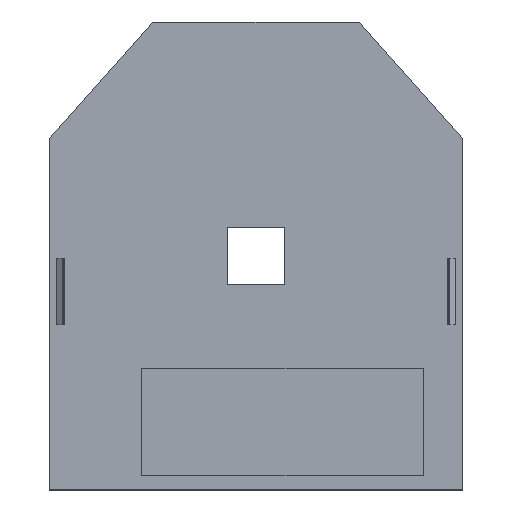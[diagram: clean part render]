
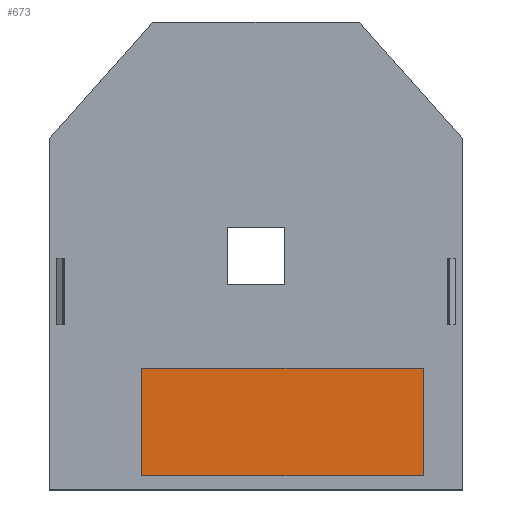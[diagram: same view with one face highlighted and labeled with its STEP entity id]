
A CAD part, top view. The second image highlights one B-rep face of the part: STEP entity #673.
In plain terms, the highlighted planar face has unit normal (0, 0, 1).
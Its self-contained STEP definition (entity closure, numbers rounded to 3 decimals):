
#5 = CARTESIAN_POINT ( 'NONE',  ( 90.41, 29.41, 12. ) ) ;
#25 = CARTESIAN_POINT ( 'NONE',  ( 22.41, 3.41, 12. ) ) ;
#31 = ORIENTED_EDGE ( 'NONE', *, *, #920, .T. ) ;
#51 = CARTESIAN_POINT ( 'NONE',  ( 22.41, 29.41, 12. ) ) ;
#62 = EDGE_CURVE ( 'NONE', #740, #664, #627, .T. ) ;
#72 = VERTEX_POINT ( 'NONE', #51 ) ;
#91 = EDGE_CURVE ( 'NONE', #554, #72, #513, .T. ) ;
#166 = DIRECTION ( 'NONE',  ( 0., -1., 0. ) ) ;
#183 = DIRECTION ( 'NONE',  ( -1., 0., 0. ) ) ;
#210 = DIRECTION ( 'NONE',  ( 1., 0., 0. ) ) ;
#248 = VECTOR ( 'NONE', #297, 1000. ) ;
#251 = ORIENTED_EDGE ( 'NONE', *, *, #62, .T. ) ;
#297 = DIRECTION ( 'NONE',  ( -1., 0., 0. ) ) ;
#325 = DIRECTION ( 'NONE',  ( 0., 0., -1. ) ) ;
#383 = VECTOR ( 'NONE', #210, 1000. ) ;
#424 = CARTESIAN_POINT ( 'NONE',  ( 90.41, 3.41, 12. ) ) ;
#465 = AXIS2_PLACEMENT_3D ( 'NONE', #613, #325, #183 ) ;
#470 = CARTESIAN_POINT ( 'NONE',  ( 90.41, 3.41, 12. ) ) ;
#499 = CARTESIAN_POINT ( 'NONE',  ( 90.41, 29.41, 12. ) ) ;
#513 = LINE ( 'NONE', #1073, #248 ) ;
#522 = LINE ( 'NONE', #777, #1054 ) ;
#543 = ORIENTED_EDGE ( 'NONE', *, *, #880, .T. ) ;
#554 = VERTEX_POINT ( 'NONE', #499 ) ;
#607 = DIRECTION ( 'NONE',  ( 0., 1., 0. ) ) ;
#613 = CARTESIAN_POINT ( 'NONE',  ( 0., 0., 12. ) ) ;
#627 = LINE ( 'NONE', #470, #383 ) ;
#664 = VERTEX_POINT ( 'NONE', #424 ) ;
#673 = ADVANCED_FACE ( 'NONE', ( #869 ), #866, .F. ) ;
#740 = VERTEX_POINT ( 'NONE', #25 ) ;
#777 = CARTESIAN_POINT ( 'NONE',  ( 22.41, 3.41, 12. ) ) ;
#866 = PLANE ( 'NONE',  #465 ) ;
#869 = FACE_OUTER_BOUND ( 'NONE', #941, .T. ) ;
#880 = EDGE_CURVE ( 'NONE', #664, #554, #1025, .T. ) ;
#904 = VECTOR ( 'NONE', #607, 1000. ) ;
#920 = EDGE_CURVE ( 'NONE', #72, #740, #522, .T. ) ;
#941 = EDGE_LOOP ( 'NONE', ( #543, #1103, #31, #251 ) ) ;
#1025 = LINE ( 'NONE', #5, #904 ) ;
#1054 = VECTOR ( 'NONE', #166, 1000. ) ;
#1073 = CARTESIAN_POINT ( 'NONE',  ( 22.41, 29.41, 12. ) ) ;
#1103 = ORIENTED_EDGE ( 'NONE', *, *, #91, .T. ) ;
